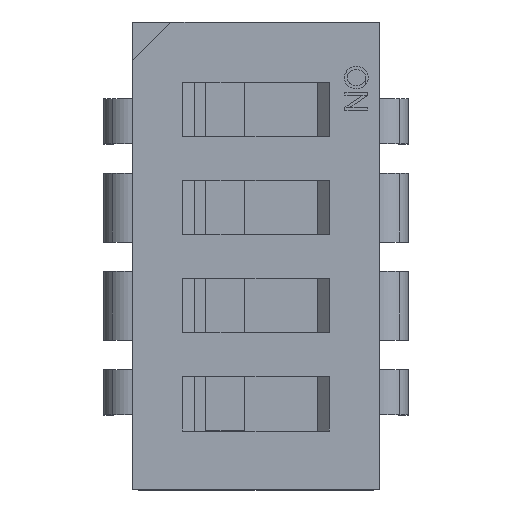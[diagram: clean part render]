
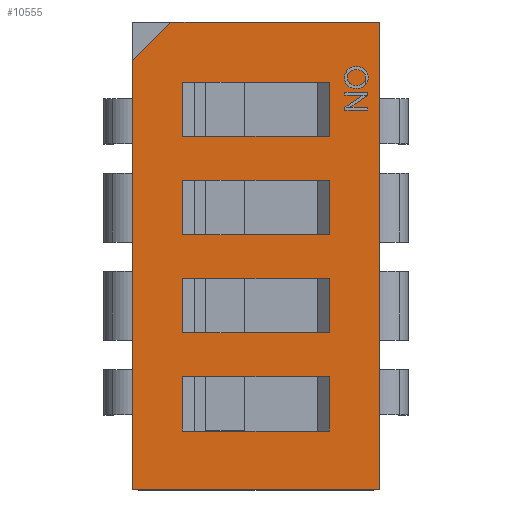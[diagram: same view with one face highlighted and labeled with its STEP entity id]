
A CAD part, top view. The second image highlights one B-rep face of the part: STEP entity #10555.
In plain terms, the highlighted planar face has unit normal (0, 0, 1).
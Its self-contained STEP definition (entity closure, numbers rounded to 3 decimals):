
#9515=CARTESIAN_POINT('',(3.2,-6.03,4.5));
#9516=VERTEX_POINT('',#9515);
#9517=CARTESIAN_POINT('',(-3.2,-6.03,4.5));
#9518=VERTEX_POINT('',#9517);
#9519=CARTESIAN_POINT('',(3.2,-6.03,4.5));
#9520=DIRECTION('',(-1.0,0.0,0.0));
#9521=VECTOR('',#9520,6.4);
#9522=LINE('',#9519,#9521);
#9523=EDGE_CURVE('',#9516,#9518,#9522,.T.);
#9555=CARTESIAN_POINT('',(3.2,6.07,4.5));
#9556=VERTEX_POINT('',#9555);
#9557=CARTESIAN_POINT('',(3.2,6.07,4.5));
#9558=DIRECTION('',(0.0,-1.0,0.0));
#9559=VECTOR('',#9558,12.1);
#9560=LINE('',#9557,#9559);
#9561=EDGE_CURVE('',#9556,#9516,#9560,.T.);
#10026=CARTESIAN_POINT('',(1.9,4.51,4.5));
#10027=VERTEX_POINT('',#10026);
#10035=CARTESIAN_POINT('',(1.9,3.11,4.5));
#10036=VERTEX_POINT('',#10035);
#10043=CARTESIAN_POINT('',(1.9,3.11,4.5));
#10044=DIRECTION('',(0.0,1.0,0.0));
#10045=VECTOR('',#10044,1.4);
#10046=LINE('',#10043,#10045);
#10047=EDGE_CURVE('',#10036,#10027,#10046,.T.);
#10060=CARTESIAN_POINT('',(-1.9,4.51,4.5));
#10061=VERTEX_POINT('',#10060);
#10062=CARTESIAN_POINT('',(-1.9,4.51,4.5));
#10063=DIRECTION('',(1.0,0.0,0.0));
#10064=VECTOR('',#10063,3.8);
#10065=LINE('',#10062,#10064);
#10066=EDGE_CURVE('',#10061,#10027,#10065,.T.);
#10083=CARTESIAN_POINT('',(-1.9,3.11,4.5));
#10084=VERTEX_POINT('',#10083);
#10093=CARTESIAN_POINT('',(-1.9,4.51,4.5));
#10094=DIRECTION('',(0.0,-1.0,0.0));
#10095=VECTOR('',#10094,1.4);
#10096=LINE('',#10093,#10095);
#10097=EDGE_CURVE('',#10061,#10084,#10096,.T.);
#10110=CARTESIAN_POINT('',(-1.9,3.11,4.5));
#10111=DIRECTION('',(1.0,0.0,0.0));
#10112=VECTOR('',#10111,3.8);
#10113=LINE('',#10110,#10112);
#10114=EDGE_CURVE('',#10084,#10036,#10113,.T.);
#10126=CARTESIAN_POINT('',(-1.9,0.57,4.5));
#10127=VERTEX_POINT('',#10126);
#10135=CARTESIAN_POINT('',(-1.9,1.97,4.5));
#10136=VERTEX_POINT('',#10135);
#10143=CARTESIAN_POINT('',(-1.9,1.97,4.5));
#10144=DIRECTION('',(0.0,-1.0,0.0));
#10145=VECTOR('',#10144,1.4);
#10146=LINE('',#10143,#10145);
#10147=EDGE_CURVE('',#10136,#10127,#10146,.T.);
#10160=CARTESIAN_POINT('',(1.9,0.57,4.5));
#10161=VERTEX_POINT('',#10160);
#10162=CARTESIAN_POINT('',(-1.9,0.57,4.5));
#10163=DIRECTION('',(1.0,0.0,0.0));
#10164=VECTOR('',#10163,3.8);
#10165=LINE('',#10162,#10164);
#10166=EDGE_CURVE('',#10127,#10161,#10165,.T.);
#10183=CARTESIAN_POINT('',(1.9,1.97,4.5));
#10184=VERTEX_POINT('',#10183);
#10193=CARTESIAN_POINT('',(1.9,0.57,4.5));
#10194=DIRECTION('',(0.0,1.0,0.0));
#10195=VECTOR('',#10194,1.4);
#10196=LINE('',#10193,#10195);
#10197=EDGE_CURVE('',#10161,#10184,#10196,.T.);
#10210=CARTESIAN_POINT('',(-1.9,1.97,4.5));
#10211=DIRECTION('',(1.0,0.0,0.0));
#10212=VECTOR('',#10211,3.8);
#10213=LINE('',#10210,#10212);
#10214=EDGE_CURVE('',#10136,#10184,#10213,.T.);
#10226=CARTESIAN_POINT('',(1.9,-0.57,4.5));
#10227=VERTEX_POINT('',#10226);
#10235=CARTESIAN_POINT('',(1.9,-1.97,4.5));
#10236=VERTEX_POINT('',#10235);
#10243=CARTESIAN_POINT('',(1.9,-1.97,4.5));
#10244=DIRECTION('',(0.0,1.0,0.0));
#10245=VECTOR('',#10244,1.4);
#10246=LINE('',#10243,#10245);
#10247=EDGE_CURVE('',#10236,#10227,#10246,.T.);
#10260=CARTESIAN_POINT('',(-1.9,-0.57,4.5));
#10261=VERTEX_POINT('',#10260);
#10262=CARTESIAN_POINT('',(-1.9,-0.57,4.5));
#10263=DIRECTION('',(1.0,0.0,0.0));
#10264=VECTOR('',#10263,3.8);
#10265=LINE('',#10262,#10264);
#10266=EDGE_CURVE('',#10261,#10227,#10265,.T.);
#10283=CARTESIAN_POINT('',(-1.9,-1.97,4.5));
#10284=VERTEX_POINT('',#10283);
#10293=CARTESIAN_POINT('',(-1.9,-0.57,4.5));
#10294=DIRECTION('',(0.0,-1.0,0.0));
#10295=VECTOR('',#10294,1.4);
#10296=LINE('',#10293,#10295);
#10297=EDGE_CURVE('',#10261,#10284,#10296,.T.);
#10310=CARTESIAN_POINT('',(-1.9,-1.97,4.5));
#10311=DIRECTION('',(1.0,0.0,0.0));
#10312=VECTOR('',#10311,3.8);
#10313=LINE('',#10310,#10312);
#10314=EDGE_CURVE('',#10284,#10236,#10313,.T.);
#10326=CARTESIAN_POINT('',(1.9,-3.11,4.5));
#10327=VERTEX_POINT('',#10326);
#10335=CARTESIAN_POINT('',(1.9,-4.51,4.5));
#10336=VERTEX_POINT('',#10335);
#10343=CARTESIAN_POINT('',(1.9,-4.51,4.5));
#10344=DIRECTION('',(0.0,1.0,0.0));
#10345=VECTOR('',#10344,1.4);
#10346=LINE('',#10343,#10345);
#10347=EDGE_CURVE('',#10336,#10327,#10346,.T.);
#10360=CARTESIAN_POINT('',(-1.9,-3.11,4.5));
#10361=VERTEX_POINT('',#10360);
#10362=CARTESIAN_POINT('',(-1.9,-3.11,4.5));
#10363=DIRECTION('',(1.0,0.0,0.0));
#10364=VECTOR('',#10363,3.8);
#10365=LINE('',#10362,#10364);
#10366=EDGE_CURVE('',#10361,#10327,#10365,.T.);
#10383=CARTESIAN_POINT('',(-1.9,-4.51,4.5));
#10384=VERTEX_POINT('',#10383);
#10393=CARTESIAN_POINT('',(-1.9,-3.11,4.5));
#10394=DIRECTION('',(0.0,-1.0,0.0));
#10395=VECTOR('',#10394,1.4);
#10396=LINE('',#10393,#10395);
#10397=EDGE_CURVE('',#10361,#10384,#10396,.T.);
#10410=CARTESIAN_POINT('',(-1.9,-4.51,4.5));
#10411=DIRECTION('',(1.0,0.0,0.0));
#10412=VECTOR('',#10411,3.8);
#10413=LINE('',#10410,#10412);
#10414=EDGE_CURVE('',#10384,#10336,#10413,.T.);
#10426=CARTESIAN_POINT('',(-3.2,5.07,4.5));
#10427=VERTEX_POINT('',#10426);
#10450=CARTESIAN_POINT('',(-3.2,-6.03,4.5));
#10451=DIRECTION('',(0.0,1.0,0.0));
#10452=VECTOR('',#10451,11.1);
#10453=LINE('',#10450,#10452);
#10454=EDGE_CURVE('',#9518,#10427,#10453,.T.);
#10466=CARTESIAN_POINT('',(-2.2,6.07,4.5));
#10467=VERTEX_POINT('',#10466);
#10468=CARTESIAN_POINT('',(-2.2,6.07,4.5));
#10469=DIRECTION('',(-0.707,-0.707,0.0));
#10470=VECTOR('',#10469,1.414);
#10471=LINE('',#10468,#10470);
#10472=EDGE_CURVE('',#10467,#10427,#10471,.T.);
#10489=CARTESIAN_POINT('',(-2.2,6.07,4.5));
#10490=DIRECTION('',(1.0,0.0,0.0));
#10491=VECTOR('',#10490,5.4);
#10492=LINE('',#10489,#10491);
#10493=EDGE_CURVE('',#10467,#9556,#10492,.T.);
#10519=CARTESIAN_POINT('',(0.,-5.08,4.5));
#10520=DIRECTION('',(0.0,0.0,1.0));
#10521=DIRECTION('',(0.0,-1.0,0.0));
#10522=AXIS2_PLACEMENT_3D('',#10519,#10520,#10521);
#10523=PLANE('',#10522);
#10524=ORIENTED_EDGE('',*,*,#9523,.F.);
#10525=ORIENTED_EDGE('',*,*,#9561,.F.);
#10526=ORIENTED_EDGE('',*,*,#10493,.F.);
#10527=ORIENTED_EDGE('',*,*,#10472,.T.);
#10528=ORIENTED_EDGE('',*,*,#10454,.F.);
#10529=EDGE_LOOP('',(#10524,#10525,#10526,#10527,#10528));
#10530=FACE_OUTER_BOUND('',#10529,.T.);
#10531=ORIENTED_EDGE('',*,*,#10414,.F.);
#10532=ORIENTED_EDGE('',*,*,#10397,.F.);
#10533=ORIENTED_EDGE('',*,*,#10366,.T.);
#10534=ORIENTED_EDGE('',*,*,#10347,.F.);
#10535=EDGE_LOOP('',(#10531,#10532,#10533,#10534));
#10536=FACE_BOUND('',#10535,.T.);
#10537=ORIENTED_EDGE('',*,*,#10314,.F.);
#10538=ORIENTED_EDGE('',*,*,#10297,.F.);
#10539=ORIENTED_EDGE('',*,*,#10266,.T.);
#10540=ORIENTED_EDGE('',*,*,#10247,.F.);
#10541=EDGE_LOOP('',(#10537,#10538,#10539,#10540));
#10542=FACE_BOUND('',#10541,.T.);
#10543=ORIENTED_EDGE('',*,*,#10214,.T.);
#10544=ORIENTED_EDGE('',*,*,#10197,.F.);
#10545=ORIENTED_EDGE('',*,*,#10166,.F.);
#10546=ORIENTED_EDGE('',*,*,#10147,.F.);
#10547=EDGE_LOOP('',(#10543,#10544,#10545,#10546));
#10548=FACE_BOUND('',#10547,.T.);
#10549=ORIENTED_EDGE('',*,*,#10114,.F.);
#10550=ORIENTED_EDGE('',*,*,#10097,.F.);
#10551=ORIENTED_EDGE('',*,*,#10066,.T.);
#10552=ORIENTED_EDGE('',*,*,#10047,.F.);
#10553=EDGE_LOOP('',(#10549,#10550,#10551,#10552));
#10554=FACE_BOUND('',#10553,.T.);
#10555=ADVANCED_FACE('',(#10530,#10536,#10542,#10548,#10554),#10523,.T.);
